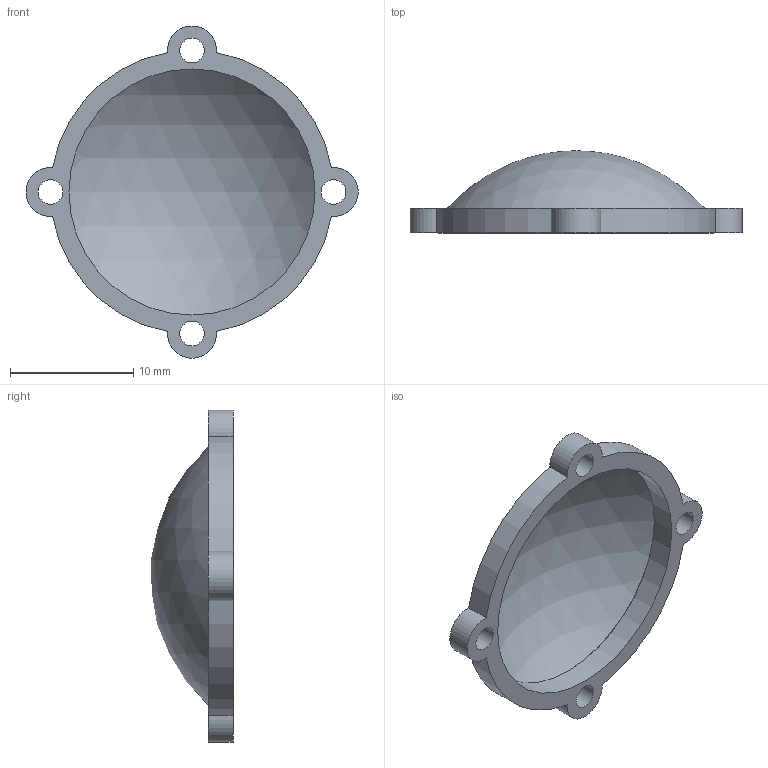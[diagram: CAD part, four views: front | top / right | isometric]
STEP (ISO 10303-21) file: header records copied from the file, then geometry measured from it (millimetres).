
FILE_DESCRIPTION(/* description */ (''),/* implementation_level */ '2;1');
FILE_NAME(/* name */ 'TapaE.stp',/* time_stamp */ '2020-11-04T14:13:53-06:00',/* author */ ('aaron'),/* organization */ (''),/* preprocessor_version */ 'ST-DEVELOPER v18',/* originating_system */ 'Autodesk Inventor 2020',/* authorisation */ '');
FILE_SCHEMA (('AUTOMOTIVE_DESIGN { 1 0 10303 214 3 1 1 }'));
Length unit declared in the file: millimetre
Products named in the file (1): TapaS
Bounding box: 26.98 x 6.68 x 26.98 mm (x, y, z)
Volume: 395.4 mm3; surface area: 1331.1 mm2
Topology: 1 solids, 1 shells, 18 faces, 47 edges, 30 vertices
Faces by surface type: cylinder 13, plane 3, sphere 2
Full cylindrical faces by diameter (mm): 2 x4, 20 x1
Entity records: 630 total; most frequent: DIRECTION 119, CARTESIAN_POINT 96, ORIENTED_EDGE 94, AXIS2_PLACEMENT_3D 53, EDGE_CURVE 47, CIRCLE 34, VERTEX_POINT 30, EDGE_LOOP 25
